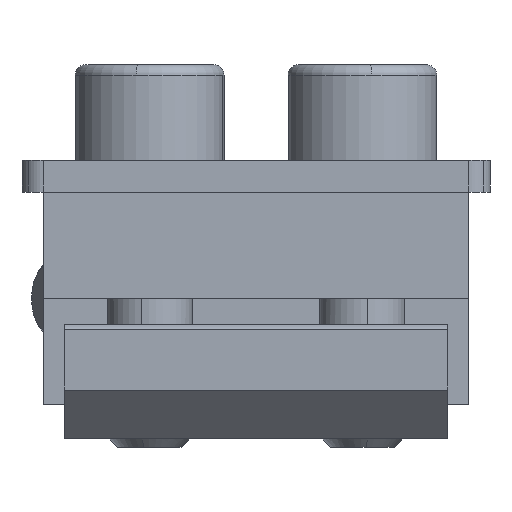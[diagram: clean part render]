
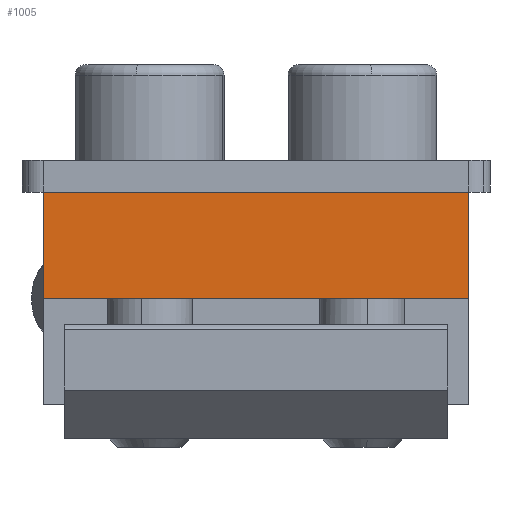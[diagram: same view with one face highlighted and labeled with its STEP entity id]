
A CAD part, left-side view. The second image highlights one B-rep face of the part: STEP entity #1005.
In plain terms, the highlighted planar face has unit normal (-1, 0, 0).
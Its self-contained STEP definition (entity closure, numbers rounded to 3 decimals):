
#676=CARTESIAN_POINT('POINT52',(-64.,-10.,
   0.));
#677=VERTEX_POINT('VERTEX52',#676);
#686=CARTESIAN_POINT('POINT54',(-64.,10.,0.
   ));
#687=VERTEX_POINT('VERTEX54',#686);
#688=CARTESIAN_POINT('POS67',(-64.,5.,0.))
   ;
#689=DIRECTION('DIR103',(0.,-1.,0.));
#690=VECTOR('VEC31',#689,10.);
#691=LINE('STRAIGHT31',#688,#690);
#692=EDGE_CURVE('EDGE73',#687,#677,#691,.T.);
#975=ORIENTED_EDGE('COEDGE155',*,*,#692,.T.);
#976=CARTESIAN_POINT('POINT68',(-64.,-10.,5.));
#977=VERTEX_POINT('VERTEX68',#976);
#978=CARTESIAN_POINT('POS102',(-64.,-10.,0.));
#979=DIRECTION('DIR154',(0.,0.,-1.));
#980=VECTOR('VEC50',#979,10.);
#981=LINE('STRAIGHT50',#978,#980);
#982=EDGE_CURVE('EDGE98',#977,#677,#981,.T.);
#983=ORIENTED_EDGE('COEDGE156',*,*,#982,.F.);
#984=CARTESIAN_POINT('POINT69',(-64.,10.,5.));
#985=VERTEX_POINT('VERTEX69',#984);
#986=CARTESIAN_POINT('POS103',(-64.,-10.,5.));
#987=DIRECTION('DIR155',(0.,1.,0.));
#988=VECTOR('VEC51',#987,10.);
#989=LINE('STRAIGHT51',#986,#988);
#990=EDGE_CURVE('EDGE99',#977,#985,#989,.T.);
#991=ORIENTED_EDGE('COEDGE157',*,*,#990,.T.);
#992=CARTESIAN_POINT('POS104',(-64.,10.,0.));
#993=DIRECTION('DIR156',(0.,0.,-1.));
#994=VECTOR('VEC52',#993,10.);
#995=LINE('STRAIGHT52',#992,#994);
#996=EDGE_CURVE('EDGE100',#985,#687,#995,.T.);
#997=ORIENTED_EDGE('COEDGE158',*,*,#996,.T.);
#998=EDGE_LOOP('NONE',(#975,#983,#991,#997));
#999=FACE_BOUND('LOOP1',#998,.T.);
#1000=CARTESIAN_POINT('POS105',(-64.,10.,0.));
#1001=DIRECTION('DIR157',(-1.,0.,0.));
#1002=DIRECTION('DIR158',(0.,1.,0.));
#1003=AXIS2_PLACEMENT_3D('AXIS53',#1000,#1001,#1002);
#1004=PLANE('PLANE13',#1003);
#1005=ADVANCED_FACE('FACE38',(#999),#1004,.T.);
